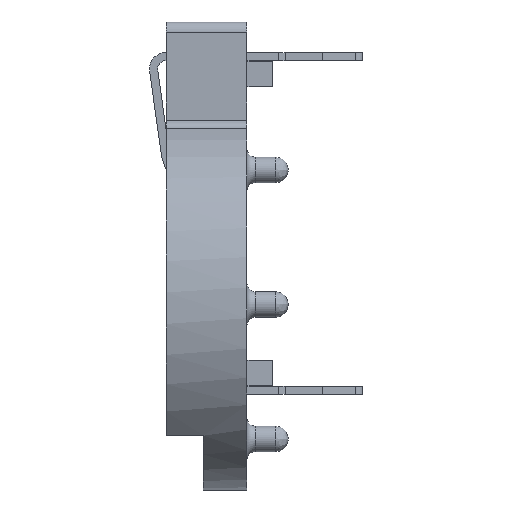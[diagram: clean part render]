
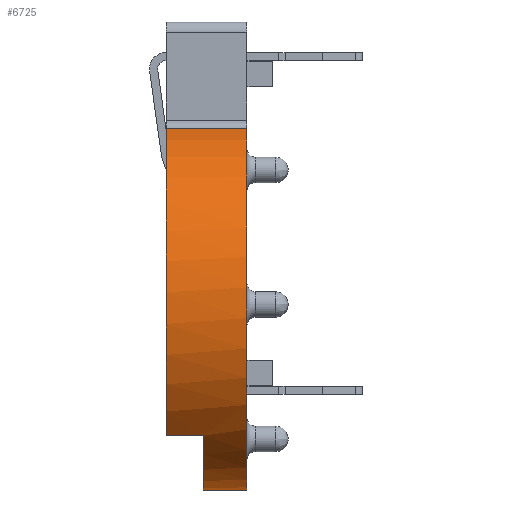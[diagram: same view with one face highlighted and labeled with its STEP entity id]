
A CAD part, left-side view. The second image highlights one B-rep face of the part: STEP entity #6725.
In plain terms, the highlighted cylindrical face has radius 11.379 mm (diameter 22.758 mm), a partial arc.
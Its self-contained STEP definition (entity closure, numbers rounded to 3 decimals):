
#142 = CARTESIAN_POINT ( 'NONE',  ( 0., 0., -11.379 ) ) ;
#238 = FACE_OUTER_BOUND ( 'NONE', #384, .T. ) ;
#241 = EDGE_CURVE ( 'NONE', #5523, #2747, #6706, .T. ) ;
#316 = ORIENTED_EDGE ( 'NONE', *, *, #241, .F. ) ;
#384 = EDGE_LOOP ( 'NONE', ( #3641, #515, #316, #2612, #6347, #5582 ) ) ;
#453 = DIRECTION ( 'NONE',  ( 0., -1., 0. ) ) ;
#515 = ORIENTED_EDGE ( 'NONE', *, *, #3241, .T. ) ;
#646 = LINE ( 'NONE', #3227, #3368 ) ;
#997 = CIRCLE ( 'NONE', #1896, 11.379 ) ;
#1409 = EDGE_CURVE ( 'NONE', #6677, #6481, #646, .T. ) ;
#1559 = LINE ( 'NONE', #5198, #4656 ) ;
#1664 = CARTESIAN_POINT ( 'NONE',  ( 0., 4.953, -11.379 ) ) ;
#1756 = CARTESIAN_POINT ( 'NONE',  ( -8.046, 2.667, -8.046 ) ) ;
#1824 = DIRECTION ( 'NONE',  ( 0., 0., -1. ) ) ;
#1880 = CIRCLE ( 'NONE', #3893, 11.379 ) ;
#1896 = AXIS2_PLACEMENT_3D ( 'NONE', #2142, #453, #6830 ) ;
#2142 = CARTESIAN_POINT ( 'NONE',  ( 0., 4.953, 0. ) ) ;
#2214 = DIRECTION ( 'NONE',  ( 0., 1., 0. ) ) ;
#2310 = DIRECTION ( 'NONE',  ( 0., -1., 0. ) ) ;
#2478 = EDGE_CURVE ( 'NONE', #6481, #5509, #1880, .T. ) ;
#2543 = DIRECTION ( 'NONE',  ( 0., 0., -1. ) ) ;
#2612 = ORIENTED_EDGE ( 'NONE', *, *, #6512, .T. ) ;
#2652 = VERTEX_POINT ( 'NONE', #3471 ) ;
#2747 = VERTEX_POINT ( 'NONE', #142 ) ;
#3227 = CARTESIAN_POINT ( 'NONE',  ( -8.046, 4.953, -8.046 ) ) ;
#3241 = EDGE_CURVE ( 'NONE', #5509, #2747, #3746, .T. ) ;
#3368 = VECTOR ( 'NONE', #4837, 1000. ) ;
#3471 = CARTESIAN_POINT ( 'NONE',  ( -3.526, 4.953, 10.819 ) ) ;
#3556 = CARTESIAN_POINT ( 'NONE',  ( -3.526, 0., 10.819 ) ) ;
#3618 = CARTESIAN_POINT ( 'NONE',  ( 0., 2.667, -11.379 ) ) ;
#3628 = AXIS2_PLACEMENT_3D ( 'NONE', #4450, #2310, #5499 ) ;
#3641 = ORIENTED_EDGE ( 'NONE', *, *, #2478, .T. ) ;
#3738 = EDGE_CURVE ( 'NONE', #2652, #6677, #997, .T. ) ;
#3746 = LINE ( 'NONE', #1664, #4687 ) ;
#3893 = AXIS2_PLACEMENT_3D ( 'NONE', #5931, #4421, #1824 ) ;
#4421 = DIRECTION ( 'NONE',  ( 0., -1., 0. ) ) ;
#4450 = CARTESIAN_POINT ( 'NONE',  ( 0., 0., 0. ) ) ;
#4656 = VECTOR ( 'NONE', #2214, 1000. ) ;
#4687 = VECTOR ( 'NONE', #4831, 1000. ) ;
#4831 = DIRECTION ( 'NONE',  ( 0., -1., 0. ) ) ;
#4837 = DIRECTION ( 'NONE',  ( 0., -1., 0. ) ) ;
#5198 = CARTESIAN_POINT ( 'NONE',  ( -3.526, 4.953, 10.819 ) ) ;
#5499 = DIRECTION ( 'NONE',  ( 0., 0., -1. ) ) ;
#5500 = CARTESIAN_POINT ( 'NONE',  ( -8.046, 4.953, -8.046 ) ) ;
#5509 = VERTEX_POINT ( 'NONE', #3618 ) ;
#5523 = VERTEX_POINT ( 'NONE', #3556 ) ;
#5582 = ORIENTED_EDGE ( 'NONE', *, *, #1409, .T. ) ;
#5585 = AXIS2_PLACEMENT_3D ( 'NONE', #5729, #6893, #2543 ) ;
#5729 = CARTESIAN_POINT ( 'NONE',  ( 0., 4.953, 0. ) ) ;
#5931 = CARTESIAN_POINT ( 'NONE',  ( 0., 2.667, 0. ) ) ;
#6099 = CYLINDRICAL_SURFACE ( 'NONE', #5585, 11.379 ) ;
#6347 = ORIENTED_EDGE ( 'NONE', *, *, #3738, .T. ) ;
#6481 = VERTEX_POINT ( 'NONE', #1756 ) ;
#6512 = EDGE_CURVE ( 'NONE', #5523, #2652, #1559, .T. ) ;
#6677 = VERTEX_POINT ( 'NONE', #5500 ) ;
#6706 = CIRCLE ( 'NONE', #3628, 11.379 ) ;
#6725 = ADVANCED_FACE ( 'NONE', ( #238 ), #6099, .T. ) ;
#6830 = DIRECTION ( 'NONE',  ( 0., 0., -1. ) ) ;
#6893 = DIRECTION ( 'NONE',  ( 0., -1., 0. ) ) ;
